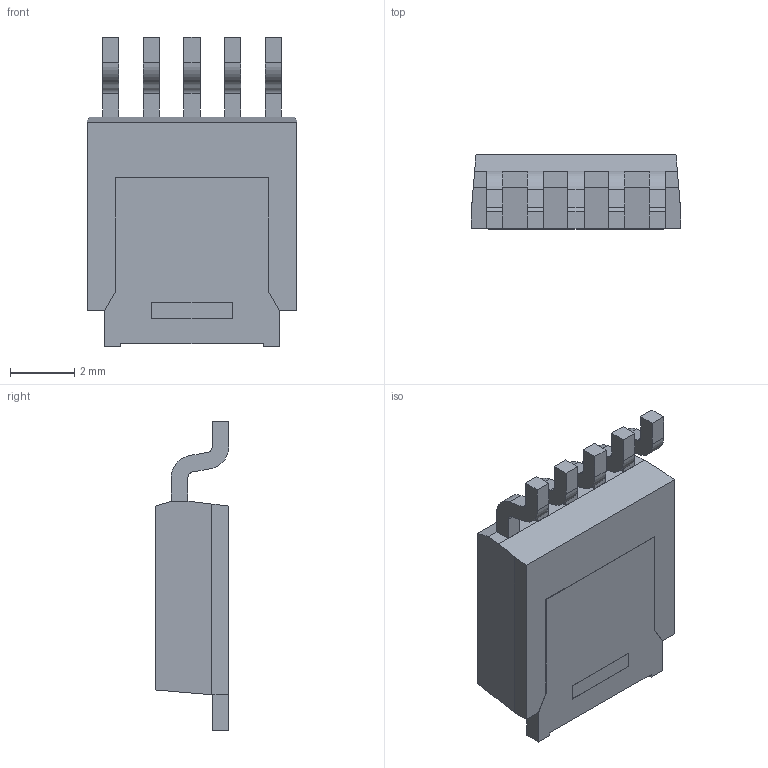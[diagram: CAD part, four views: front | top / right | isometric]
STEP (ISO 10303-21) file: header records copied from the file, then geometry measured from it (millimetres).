
FILE_DESCRIPTION((''),'2;1');
FILE_NAME('TO252-5_P1-27_L6-54_W6-04','2019-10-11T',('Dragos'),(''),'PRO/ENGINEER BY PARAMETRIC TECHNOLOGY CORPORATION, 2004440','PRO/ENGINEER BY PARAMETRIC TECHNOLOGY CORPORATION, 2004440','');
FILE_SCHEMA(('AUTOMOTIVE_DESIGN { 1 0 10303 214 1 1 1 1 }'));
Length unit declared in the file: millimetre
Products named in the file (1): TO252-5_P1-27_L6-54_W6-04
Bounding box: 6.54 x 2.3 x 9.67 mm (x, y, z)
Volume: 94.6 mm3; surface area: 178.8 mm2
Topology: 1 solids, 1 shells, 302 faces, 852 edges, 568 vertices
Faces by surface type: plane 280, cylinder 22
Entity records: 12418 total; most frequent: CARTESIAN_POINT 1722, ORIENTED_EDGE 1702, DIRECTION 1502, PRESENTATION_STYLE_ASSIGNMENT 871, STYLED_ITEM 854, CURVE_STYLE 853, EDGE_CURVE 851, VECTOR 808
